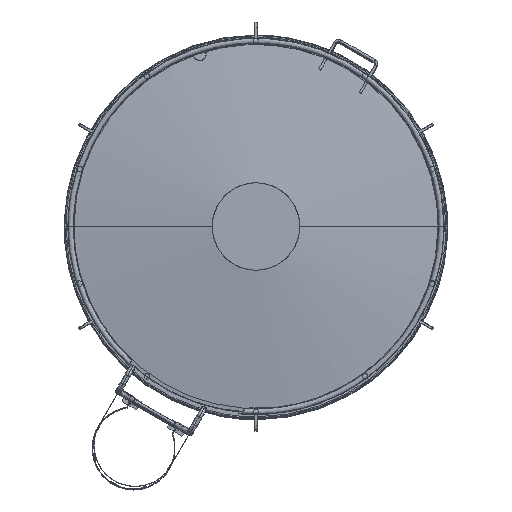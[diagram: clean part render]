
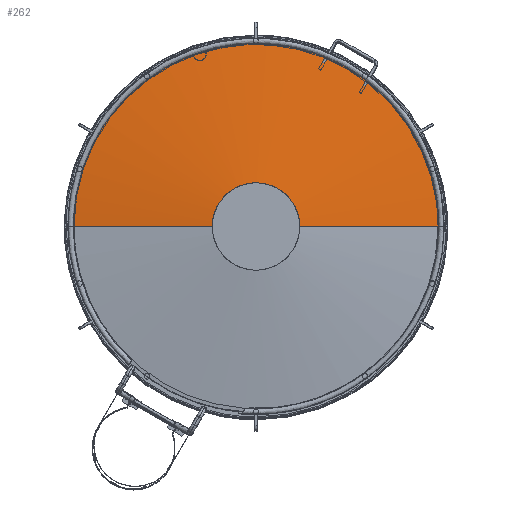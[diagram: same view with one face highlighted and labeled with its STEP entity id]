
A CAD part, top view. The second image highlights one B-rep face of the part: STEP entity #262.
In plain terms, the highlighted free-form (B-spline) face has degree [2, 1] with [5, 2] control points.
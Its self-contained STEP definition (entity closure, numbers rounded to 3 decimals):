
#262 = ADVANCED_FACE('',(#263),#299,.T.);
#263 = FACE_BOUND('',#264,.T.);
#264 = EDGE_LOOP('',(#265,#274,#284,#291));
#265 = ORIENTED_EDGE('',*,*,#266,.F.);
#266 = EDGE_CURVE('',#267,#269,#271,.T.);
#267 = VERTEX_POINT('',#268);
#268 = CARTESIAN_POINT('',(2009.293,0.,
    10336.39));
#269 = VERTEX_POINT('',#270);
#270 = CARTESIAN_POINT('',(472.701,0.,10525.47));
#271 = B_SPLINE_CURVE_WITH_KNOTS('',1,(#272,#273),.UNSPECIFIED.,.F.,.F.,
  (2,2),(0.,1228.194),.PIECEWISE_BEZIER_KNOTS.);
#272 = CARTESIAN_POINT('',(2009.293,0.,
    10336.39));
#273 = CARTESIAN_POINT('',(472.701,0.,
    10525.47));
#274 = ORIENTED_EDGE('',*,*,#275,.T.);
#275 = EDGE_CURVE('',#267,#276,#278,.T.);
#276 = VERTEX_POINT('',#277);
#277 = CARTESIAN_POINT('',(-2009.293,0.,
    10336.39));
#278 = ( BOUNDED_CURVE() B_SPLINE_CURVE(2,(#279,#280,#281,#282,#283),
.UNSPECIFIED.,.F.,.F.) B_SPLINE_CURVE_WITH_KNOTS((3,2,3),(0.,
1.571,3.142),.PIECEWISE_BEZIER_KNOTS.) CURVE() 
GEOMETRIC_REPRESENTATION_ITEM() RATIONAL_B_SPLINE_CURVE((1.,
0.707,1.,0.707,1.)) REPRESENTATION_ITEM('') );
#279 = CARTESIAN_POINT('',(2009.293,0.,10336.39));
#280 = CARTESIAN_POINT('',(2009.293,2009.293,
    10336.39));
#281 = CARTESIAN_POINT('',(0.,2009.293,
    10336.39));
#282 = CARTESIAN_POINT('',(-2009.293,2009.293,
    10336.39));
#283 = CARTESIAN_POINT('',(-2009.293,0.,
    10336.39));
#284 = ORIENTED_EDGE('',*,*,#285,.F.);
#285 = EDGE_CURVE('',#286,#276,#288,.T.);
#286 = VERTEX_POINT('',#287);
#287 = CARTESIAN_POINT('',(-472.701,0.,
    10525.47));
#288 = B_SPLINE_CURVE_WITH_KNOTS('',1,(#289,#290),.UNSPECIFIED.,.F.,.F.,
  (2,2),(-1228.194,0.),
  .PIECEWISE_BEZIER_KNOTS.);
#289 = CARTESIAN_POINT('',(-472.701,0.,
    10525.47));
#290 = CARTESIAN_POINT('',(-2009.293,0.,
    10336.39));
#291 = ORIENTED_EDGE('',*,*,#292,.F.);
#292 = EDGE_CURVE('',#269,#286,#293,.T.);
#293 = ( BOUNDED_CURVE() B_SPLINE_CURVE(2,(#294,#295,#296,#297,#298),
.UNSPECIFIED.,.F.,.F.) B_SPLINE_CURVE_WITH_KNOTS((3,2,3),(0.,
1.571,3.142),.PIECEWISE_BEZIER_KNOTS.) CURVE() 
GEOMETRIC_REPRESENTATION_ITEM() RATIONAL_B_SPLINE_CURVE((1.,
0.707,1.,0.707,1.)) REPRESENTATION_ITEM('') );
#294 = CARTESIAN_POINT('',(472.701,0.,10525.47));
#295 = CARTESIAN_POINT('',(472.701,472.701,
    10525.47));
#296 = CARTESIAN_POINT('',(0.,472.701,
    10525.47));
#297 = CARTESIAN_POINT('',(-472.701,472.701,
    10525.47));
#298 = CARTESIAN_POINT('',(-472.701,0.,
    10525.47));
#299 = ( BOUNDED_SURFACE() B_SPLINE_SURFACE(2,1,(
    (#300,#301)
    ,(#302,#303)
    ,(#304,#305)
    ,(#306,#307)
,(#308,#309
    )),.UNSPECIFIED.,.F.,.F.,.F.) B_SPLINE_SURFACE_WITH_KNOTS((3,2,3),(2
    ,2),(3.142,4.712,6.283),(
    -1228.194,0.),.PIECEWISE_BEZIER_KNOTS.) 
GEOMETRIC_REPRESENTATION_ITEM() RATIONAL_B_SPLINE_SURFACE((
    (1.,1.)
    ,(0.707,0.707)
    ,(1.,1.)
    ,(0.707,0.707)
,(1.,1.))) REPRESENTATION_ITEM('') SURFACE() );
#300 = CARTESIAN_POINT('',(-472.701,0.,
    10525.47));
#301 = CARTESIAN_POINT('',(-2009.293,0.,
    10336.39));
#302 = CARTESIAN_POINT('',(-472.701,472.701,
    10525.47));
#303 = CARTESIAN_POINT('',(-2009.293,2009.293,
    10336.39));
#304 = CARTESIAN_POINT('',(0.,472.701,
    10525.47));
#305 = CARTESIAN_POINT('',(0.,2009.293,
    10336.39));
#306 = CARTESIAN_POINT('',(472.701,472.701,
    10525.47));
#307 = CARTESIAN_POINT('',(2009.293,2009.293,
    10336.39));
#308 = CARTESIAN_POINT('',(472.701,0.,
    10525.47));
#309 = CARTESIAN_POINT('',(2009.293,0.,
    10336.39));
